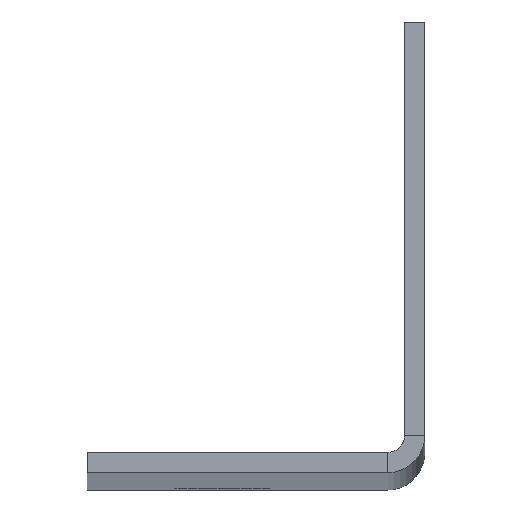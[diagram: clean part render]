
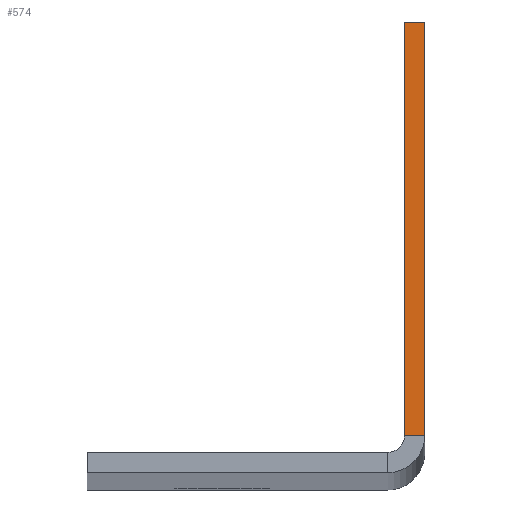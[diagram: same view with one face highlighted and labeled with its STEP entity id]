
A CAD part, top view. The second image highlights one B-rep face of the part: STEP entity #574.
In plain terms, the highlighted planar face has unit normal (0, 0, 1).
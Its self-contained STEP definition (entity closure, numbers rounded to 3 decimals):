
#34 = ORIENTED_EDGE ( 'NONE', *, *, #1032, .F. ) ;
#106 = EDGE_CURVE ( 'NONE', #962, #1475, #614, .T. ) ;
#140 = VECTOR ( 'NONE', #1878, 1000. ) ;
#163 = LINE ( 'NONE', #1373, #993 ) ;
#338 = VERTEX_POINT ( 'NONE', #1566 ) ;
#473 = EDGE_CURVE ( 'NONE', #1084, #338, #1833, .T. ) ;
#567 = LINE ( 'NONE', #1992, #1413 ) ;
#574 = ADVANCED_FACE ( 'NONE', ( #1905 ), #1370, .T. ) ;
#614 = LINE ( 'NONE', #668, #1868 ) ;
#627 = AXIS2_PLACEMENT_3D ( 'NONE', #1385, #1400, #1356 ) ;
#655 = DIRECTION ( 'NONE',  ( 0., 1., 0. ) ) ;
#668 = CARTESIAN_POINT ( 'NONE',  ( 20., 0., 589. ) ) ;
#874 = CARTESIAN_POINT ( 'NONE',  ( 18.8, 1., 589. ) ) ;
#962 = VERTEX_POINT ( 'NONE', #1382 ) ;
#993 = VECTOR ( 'NONE', #1375, 1000. ) ;
#1032 = EDGE_CURVE ( 'NONE', #338, #1475, #163, .T. ) ;
#1084 = VERTEX_POINT ( 'NONE', #874 ) ;
#1172 = CARTESIAN_POINT ( 'NONE',  ( 20., 25.5, 589. ) ) ;
#1222 = EDGE_CURVE ( 'NONE', #1084, #962, #567, .T. ) ;
#1236 = ORIENTED_EDGE ( 'NONE', *, *, #1222, .T. ) ;
#1260 = ORIENTED_EDGE ( 'NONE', *, *, #473, .F. ) ;
#1356 = DIRECTION ( 'NONE',  ( 1., 0., 0. ) ) ;
#1370 = PLANE ( 'NONE',  #627 ) ;
#1373 = CARTESIAN_POINT ( 'NONE',  ( 18.8, 25.5, 589. ) ) ;
#1375 = DIRECTION ( 'NONE',  ( 1., 0., 0. ) ) ;
#1382 = CARTESIAN_POINT ( 'NONE',  ( 20., 1., 589. ) ) ;
#1385 = CARTESIAN_POINT ( 'NONE',  ( 17.8, -1.2, 589. ) ) ;
#1400 = DIRECTION ( 'NONE',  ( 0., 0., 1. ) ) ;
#1413 = VECTOR ( 'NONE', #1932, 1000. ) ;
#1442 = EDGE_LOOP ( 'NONE', ( #1260, #1236, #2043, #34 ) ) ;
#1475 = VERTEX_POINT ( 'NONE', #1172 ) ;
#1566 = CARTESIAN_POINT ( 'NONE',  ( 18.8, 25.5, 589. ) ) ;
#1833 = LINE ( 'NONE', #1866, #140 ) ;
#1866 = CARTESIAN_POINT ( 'NONE',  ( 18.8, 0., 589. ) ) ;
#1868 = VECTOR ( 'NONE', #655, 1000. ) ;
#1878 = DIRECTION ( 'NONE',  ( 0., 1., 0. ) ) ;
#1905 = FACE_OUTER_BOUND ( 'NONE', #1442, .T. ) ;
#1932 = DIRECTION ( 'NONE',  ( 1., 0., 0. ) ) ;
#1992 = CARTESIAN_POINT ( 'NONE',  ( 18.8, 1., 589. ) ) ;
#2043 = ORIENTED_EDGE ( 'NONE', *, *, #106, .T. ) ;
